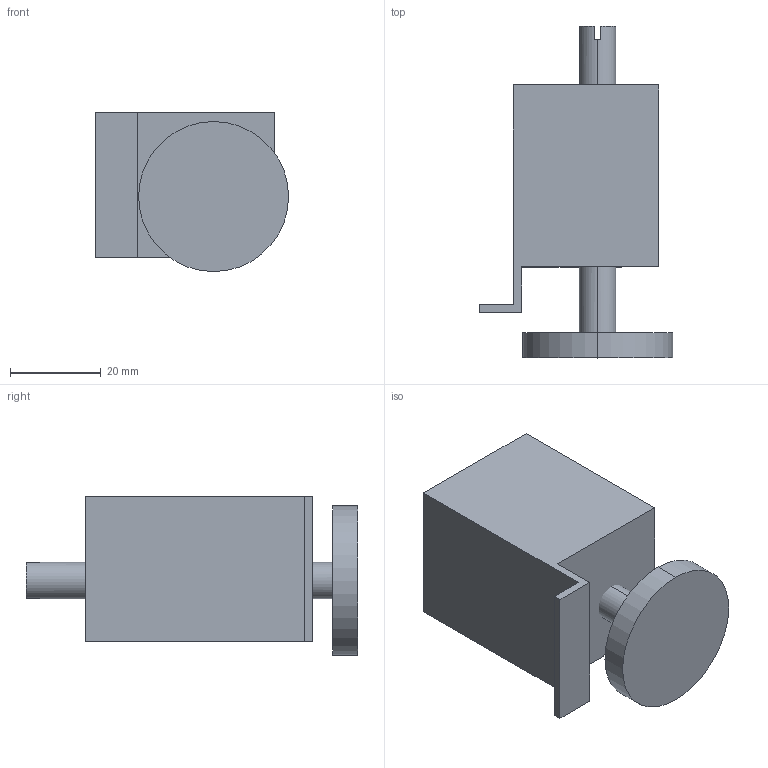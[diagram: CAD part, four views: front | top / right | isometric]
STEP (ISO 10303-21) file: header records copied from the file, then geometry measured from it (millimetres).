
FILE_DESCRIPTION (( 'STEP AP214' ), '1' );
FILE_NAME ('F003043-right_3D.step', '2022-11-21T18:17:08', ( '' ), ( '' ), 'SwSTEP 2.0', 'SolidWorks 2020', '' );
FILE_SCHEMA (( 'AUTOMOTIVE_DESIGN' ));
Length unit declared in the file: millimetre
Products named in the file (1): F003043-right_3D
Bounding box: 42.5 x 73 x 35 mm (x, y, z)
Volume: 14460.8 mm3; surface area: 14044.7 mm2
Topology: 2 solids, 2 shells, 37 faces, 90 edges, 60 vertices
Faces by surface type: plane 25, cylinder 12
Entity records: 1550 total; most frequent: DIRECTION 194, CARTESIAN_POINT 188, ORIENTED_EDGE 180, EDGE_CURVE 90, AXIS2_PLACEMENT_3D 66, LINE 62, VECTOR 62, VERTEX_POINT 60
